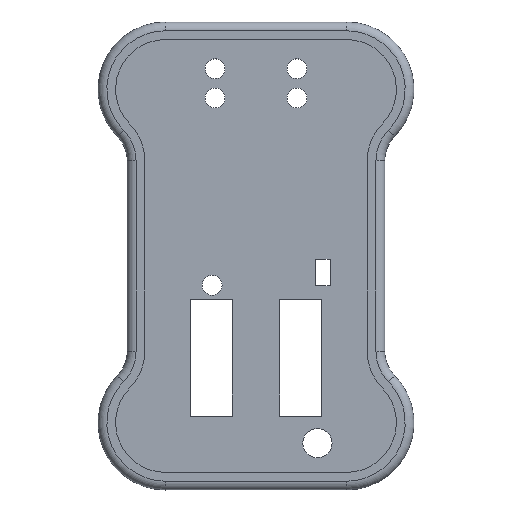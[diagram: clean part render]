
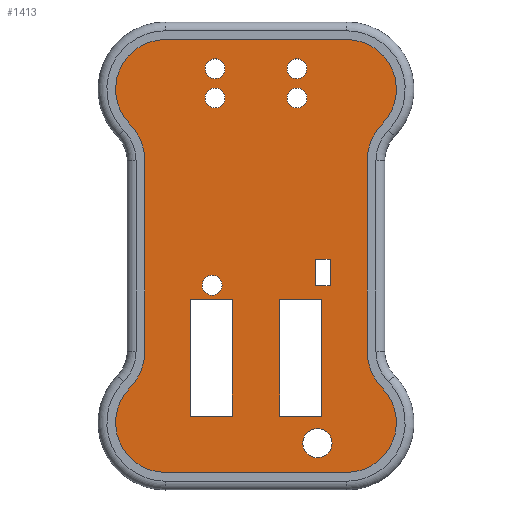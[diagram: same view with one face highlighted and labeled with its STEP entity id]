
A CAD part, top view. The second image highlights one B-rep face of the part: STEP entity #1413.
In plain terms, the highlighted planar face has unit normal (0, 0, 1).
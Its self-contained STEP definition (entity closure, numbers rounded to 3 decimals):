
#40=FACE_BOUND('',#255,.T.);
#41=FACE_BOUND('',#256,.T.);
#42=FACE_BOUND('',#257,.T.);
#43=FACE_BOUND('',#258,.T.);
#44=FACE_BOUND('',#259,.T.);
#45=FACE_BOUND('',#260,.T.);
#46=FACE_BOUND('',#261,.T.);
#47=FACE_BOUND('',#262,.T.);
#48=FACE_BOUND('',#263,.T.);
#77=PLANE('',#1576);
#160=FACE_OUTER_BOUND('',#254,.T.);
#254=EDGE_LOOP('',(#1144,#1145,#1146,#1147,#1148,#1149,#1150,#1151,#1152,
#1153,#1154,#1155));
#255=EDGE_LOOP('',(#1156,#1157,#1158,#1159));
#256=EDGE_LOOP('',(#1160,#1161,#1162,#1163));
#257=EDGE_LOOP('',(#1164,#1165,#1166,#1167));
#258=EDGE_LOOP('',(#1168));
#259=EDGE_LOOP('',(#1169));
#260=EDGE_LOOP('',(#1170));
#261=EDGE_LOOP('',(#1171));
#262=EDGE_LOOP('',(#1172));
#263=EDGE_LOOP('',(#1173));
#346=LINE('',#2325,#448);
#350=LINE('',#2337,#452);
#354=LINE('',#2349,#456);
#358=LINE('',#2361,#460);
#359=LINE('',#2367,#461);
#360=LINE('',#2369,#462);
#361=LINE('',#2371,#463);
#362=LINE('',#2372,#464);
#363=LINE('',#2375,#465);
#364=LINE('',#2377,#466);
#365=LINE('',#2379,#467);
#366=LINE('',#2380,#468);
#367=LINE('',#2383,#469);
#368=LINE('',#2385,#470);
#369=LINE('',#2387,#471);
#370=LINE('',#2388,#472);
#448=VECTOR('',#1860,10.);
#452=VECTOR('',#1874,10.);
#456=VECTOR('',#1888,10.);
#460=VECTOR('',#1902,10.);
#461=VECTOR('',#1909,10.);
#462=VECTOR('',#1910,10.);
#463=VECTOR('',#1911,10.);
#464=VECTOR('',#1912,10.);
#465=VECTOR('',#1913,10.);
#466=VECTOR('',#1914,10.);
#467=VECTOR('',#1915,10.);
#468=VECTOR('',#1916,10.);
#469=VECTOR('',#1917,10.);
#470=VECTOR('',#1918,10.);
#471=VECTOR('',#1919,10.);
#472=VECTOR('',#1920,10.);
#570=CIRCLE('',#1557,8.5);
#571=CIRCLE('',#1560,8.5);
#572=CIRCLE('',#1562,9.);
#573=CIRCLE('',#1565,9.);
#574=CIRCLE('',#1567,8.5);
#575=CIRCLE('',#1570,8.5);
#576=CIRCLE('',#1572,9.);
#577=CIRCLE('',#1575,9.);
#578=CIRCLE('',#1577,2.5);
#579=CIRCLE('',#1578,1.7);
#580=CIRCLE('',#1579,1.7);
#581=CIRCLE('',#1580,1.7);
#582=CIRCLE('',#1581,1.7);
#583=CIRCLE('',#1582,1.7);
#669=VERTEX_POINT('',#2317);
#670=VERTEX_POINT('',#2319);
#671=VERTEX_POINT('',#2323);
#672=VERTEX_POINT('',#2327);
#673=VERTEX_POINT('',#2331);
#674=VERTEX_POINT('',#2335);
#675=VERTEX_POINT('',#2339);
#676=VERTEX_POINT('',#2343);
#677=VERTEX_POINT('',#2347);
#678=VERTEX_POINT('',#2351);
#679=VERTEX_POINT('',#2355);
#680=VERTEX_POINT('',#2359);
#681=VERTEX_POINT('',#2365);
#682=VERTEX_POINT('',#2366);
#683=VERTEX_POINT('',#2368);
#684=VERTEX_POINT('',#2370);
#685=VERTEX_POINT('',#2373);
#686=VERTEX_POINT('',#2374);
#687=VERTEX_POINT('',#2376);
#688=VERTEX_POINT('',#2378);
#689=VERTEX_POINT('',#2381);
#690=VERTEX_POINT('',#2382);
#691=VERTEX_POINT('',#2384);
#692=VERTEX_POINT('',#2386);
#693=VERTEX_POINT('',#2389);
#694=VERTEX_POINT('',#2391);
#695=VERTEX_POINT('',#2393);
#696=VERTEX_POINT('',#2395);
#697=VERTEX_POINT('',#2397);
#698=VERTEX_POINT('',#2399);
#828=EDGE_CURVE('',#669,#670,#570,.T.);
#831=EDGE_CURVE('',#671,#669,#346,.T.);
#833=EDGE_CURVE('',#672,#671,#571,.T.);
#835=EDGE_CURVE('',#673,#672,#572,.T.);
#837=EDGE_CURVE('',#674,#673,#350,.T.);
#839=EDGE_CURVE('',#675,#674,#573,.T.);
#841=EDGE_CURVE('',#676,#675,#574,.T.);
#843=EDGE_CURVE('',#677,#676,#354,.T.);
#845=EDGE_CURVE('',#678,#677,#575,.T.);
#847=EDGE_CURVE('',#679,#678,#576,.T.);
#849=EDGE_CURVE('',#680,#679,#358,.T.);
#850=EDGE_CURVE('',#670,#680,#577,.T.);
#851=EDGE_CURVE('',#681,#682,#359,.T.);
#852=EDGE_CURVE('',#683,#681,#360,.T.);
#853=EDGE_CURVE('',#684,#683,#361,.T.);
#854=EDGE_CURVE('',#682,#684,#362,.T.);
#855=EDGE_CURVE('',#685,#686,#363,.T.);
#856=EDGE_CURVE('',#687,#685,#364,.T.);
#857=EDGE_CURVE('',#688,#687,#365,.T.);
#858=EDGE_CURVE('',#686,#688,#366,.T.);
#859=EDGE_CURVE('',#689,#690,#367,.T.);
#860=EDGE_CURVE('',#691,#689,#368,.T.);
#861=EDGE_CURVE('',#692,#691,#369,.T.);
#862=EDGE_CURVE('',#690,#692,#370,.T.);
#863=EDGE_CURVE('',#693,#693,#578,.T.);
#864=EDGE_CURVE('',#694,#694,#579,.T.);
#865=EDGE_CURVE('',#695,#695,#580,.T.);
#866=EDGE_CURVE('',#696,#696,#581,.T.);
#867=EDGE_CURVE('',#697,#697,#582,.T.);
#868=EDGE_CURVE('',#698,#698,#583,.T.);
#1144=ORIENTED_EDGE('',*,*,#850,.F.);
#1145=ORIENTED_EDGE('',*,*,#828,.F.);
#1146=ORIENTED_EDGE('',*,*,#831,.F.);
#1147=ORIENTED_EDGE('',*,*,#833,.F.);
#1148=ORIENTED_EDGE('',*,*,#835,.F.);
#1149=ORIENTED_EDGE('',*,*,#837,.F.);
#1150=ORIENTED_EDGE('',*,*,#839,.F.);
#1151=ORIENTED_EDGE('',*,*,#841,.F.);
#1152=ORIENTED_EDGE('',*,*,#843,.F.);
#1153=ORIENTED_EDGE('',*,*,#845,.F.);
#1154=ORIENTED_EDGE('',*,*,#847,.F.);
#1155=ORIENTED_EDGE('',*,*,#849,.F.);
#1156=ORIENTED_EDGE('',*,*,#851,.F.);
#1157=ORIENTED_EDGE('',*,*,#852,.F.);
#1158=ORIENTED_EDGE('',*,*,#853,.F.);
#1159=ORIENTED_EDGE('',*,*,#854,.F.);
#1160=ORIENTED_EDGE('',*,*,#855,.F.);
#1161=ORIENTED_EDGE('',*,*,#856,.F.);
#1162=ORIENTED_EDGE('',*,*,#857,.F.);
#1163=ORIENTED_EDGE('',*,*,#858,.F.);
#1164=ORIENTED_EDGE('',*,*,#859,.F.);
#1165=ORIENTED_EDGE('',*,*,#860,.F.);
#1166=ORIENTED_EDGE('',*,*,#861,.F.);
#1167=ORIENTED_EDGE('',*,*,#862,.F.);
#1168=ORIENTED_EDGE('',*,*,#863,.F.);
#1169=ORIENTED_EDGE('',*,*,#864,.F.);
#1170=ORIENTED_EDGE('',*,*,#865,.F.);
#1171=ORIENTED_EDGE('',*,*,#866,.F.);
#1172=ORIENTED_EDGE('',*,*,#867,.F.);
#1173=ORIENTED_EDGE('',*,*,#868,.F.);
#1413=ADVANCED_FACE('',(#160,#40,#41,#42,#43,#44,#45,#46,#47,#48),#77,.T.);
#1557=AXIS2_PLACEMENT_3D('',#2320,#1854,#1855);
#1560=AXIS2_PLACEMENT_3D('',#2329,#1864,#1865);
#1562=AXIS2_PLACEMENT_3D('',#2333,#1869,#1870);
#1565=AXIS2_PLACEMENT_3D('',#2341,#1878,#1879);
#1567=AXIS2_PLACEMENT_3D('',#2345,#1883,#1884);
#1570=AXIS2_PLACEMENT_3D('',#2353,#1892,#1893);
#1572=AXIS2_PLACEMENT_3D('',#2357,#1897,#1898);
#1575=AXIS2_PLACEMENT_3D('',#2363,#1905,#1906);
#1576=AXIS2_PLACEMENT_3D('',#2364,#1907,#1908);
#1577=AXIS2_PLACEMENT_3D('',#2390,#1921,#1922);
#1578=AXIS2_PLACEMENT_3D('',#2392,#1923,#1924);
#1579=AXIS2_PLACEMENT_3D('',#2394,#1925,#1926);
#1580=AXIS2_PLACEMENT_3D('',#2396,#1927,#1928);
#1581=AXIS2_PLACEMENT_3D('',#2398,#1929,#1930);
#1582=AXIS2_PLACEMENT_3D('',#2400,#1931,#1932);
#1854=DIRECTION('center_axis',(0.,0.,-1.));
#1855=DIRECTION('ref_axis',(0.714,-0.7,0.));
#1860=DIRECTION('',(1.,0.,0.));
#1864=DIRECTION('center_axis',(0.,0.,-1.));
#1865=DIRECTION('ref_axis',(0.,1.,0.));
#1869=DIRECTION('center_axis',(0.,0.,1.));
#1870=DIRECTION('ref_axis',(1.,0.,0.));
#1874=DIRECTION('',(0.,1.,0.));
#1878=DIRECTION('center_axis',(0.,0.,1.));
#1879=DIRECTION('ref_axis',(0.714,-0.7,0.));
#1883=DIRECTION('center_axis',(0.,0.,-1.));
#1884=DIRECTION('ref_axis',(-0.714,0.7,0.));
#1888=DIRECTION('',(-1.,0.,0.));
#1892=DIRECTION('center_axis',(0.,0.,-1.));
#1893=DIRECTION('ref_axis',(0.,-1.,0.));
#1897=DIRECTION('center_axis',(0.,0.,1.));
#1898=DIRECTION('ref_axis',(-1.,0.,0.));
#1902=DIRECTION('',(0.,-1.,0.));
#1905=DIRECTION('center_axis',(0.,0.,1.));
#1906=DIRECTION('ref_axis',(-0.714,0.7,0.));
#1907=DIRECTION('center_axis',(0.,0.,1.));
#1908=DIRECTION('ref_axis',(1.,0.,0.));
#1909=DIRECTION('',(0.,1.,0.));
#1910=DIRECTION('',(1.,0.,0.));
#1911=DIRECTION('',(0.,-1.,0.));
#1912=DIRECTION('',(-1.,0.,0.));
#1913=DIRECTION('',(0.,1.,0.));
#1914=DIRECTION('',(1.,0.,0.));
#1915=DIRECTION('',(0.,-1.,0.));
#1916=DIRECTION('',(-1.,0.,0.));
#1917=DIRECTION('',(0.,1.,0.));
#1918=DIRECTION('',(1.,0.,0.));
#1919=DIRECTION('',(0.,-1.,0.));
#1920=DIRECTION('',(-1.,0.,0.));
#1921=DIRECTION('center_axis',(0.,0.,1.));
#1922=DIRECTION('ref_axis',(1.,0.,0.));
#1923=DIRECTION('center_axis',(0.,0.,1.));
#1924=DIRECTION('ref_axis',(1.,0.,0.));
#1925=DIRECTION('center_axis',(0.,0.,1.));
#1926=DIRECTION('ref_axis',(1.,0.,0.));
#1927=DIRECTION('center_axis',(0.,0.,1.));
#1928=DIRECTION('ref_axis',(1.,0.,0.));
#1929=DIRECTION('center_axis',(0.,0.,1.));
#1930=DIRECTION('ref_axis',(1.,0.,0.));
#1931=DIRECTION('center_axis',(0.,0.,1.));
#1932=DIRECTION('ref_axis',(1.,0.,0.));
#2317=CARTESIAN_POINT('',(110.75,-20.495,7.2));
#2319=CARTESIAN_POINT('',(116.821,-34.944,7.2));
#2320=CARTESIAN_POINT('Origin',(110.75,-28.995,7.2));
#2323=CARTESIAN_POINT('',(79.75,-20.495,7.2));
#2325=CARTESIAN_POINT('',(103.,-20.495,7.2));
#2327=CARTESIAN_POINT('',(73.679,-34.944,7.2));
#2329=CARTESIAN_POINT('Origin',(79.75,-28.995,7.2));
#2331=CARTESIAN_POINT('',(76.25,-41.242,7.2));
#2333=CARTESIAN_POINT('Origin',(67.25,-41.242,7.2));
#2335=CARTESIAN_POINT('',(76.25,-73.748,7.2));
#2337=CARTESIAN_POINT('',(76.25,-49.369,7.2));
#2339=CARTESIAN_POINT('',(73.679,-80.046,7.2));
#2341=CARTESIAN_POINT('Origin',(67.25,-73.748,7.2));
#2343=CARTESIAN_POINT('',(79.75,-94.495,7.2));
#2345=CARTESIAN_POINT('Origin',(79.75,-85.995,7.2));
#2347=CARTESIAN_POINT('',(110.75,-94.495,7.2));
#2349=CARTESIAN_POINT('',(87.5,-94.495,7.2));
#2351=CARTESIAN_POINT('',(116.821,-80.046,7.2));
#2353=CARTESIAN_POINT('Origin',(110.75,-85.995,7.2));
#2355=CARTESIAN_POINT('',(114.25,-73.748,7.2));
#2357=CARTESIAN_POINT('Origin',(123.25,-73.748,7.2));
#2359=CARTESIAN_POINT('',(114.25,-41.242,7.2));
#2361=CARTESIAN_POINT('',(114.25,-65.621,7.2));
#2363=CARTESIAN_POINT('Origin',(123.25,-41.242,7.2));
#2364=CARTESIAN_POINT('Origin',(95.25,-57.495,7.2));
#2365=CARTESIAN_POINT('',(91.23,-84.882,7.2));
#2366=CARTESIAN_POINT('',(91.23,-64.882,7.2));
#2367=CARTESIAN_POINT('',(91.23,-71.189,7.2));
#2368=CARTESIAN_POINT('',(84.03,-84.882,7.2));
#2369=CARTESIAN_POINT('',(89.64,-84.882,7.2));
#2370=CARTESIAN_POINT('',(84.03,-64.882,7.2));
#2371=CARTESIAN_POINT('',(84.03,-61.189,7.2));
#2372=CARTESIAN_POINT('',(93.24,-64.882,7.2));
#2373=CARTESIAN_POINT('',(106.47,-84.882,7.2));
#2374=CARTESIAN_POINT('',(106.47,-64.882,7.2));
#2375=CARTESIAN_POINT('',(106.47,-71.189,7.2));
#2376=CARTESIAN_POINT('',(99.27,-84.882,7.2));
#2377=CARTESIAN_POINT('',(97.26,-84.882,7.2));
#2378=CARTESIAN_POINT('',(99.27,-64.882,7.2));
#2379=CARTESIAN_POINT('',(99.27,-61.189,7.2));
#2380=CARTESIAN_POINT('',(100.86,-64.882,7.2));
#2381=CARTESIAN_POINT('',(107.93,-62.575,7.2));
#2382=CARTESIAN_POINT('',(107.93,-58.075,7.2));
#2383=CARTESIAN_POINT('',(107.93,-60.035,7.2));
#2384=CARTESIAN_POINT('',(105.43,-62.575,7.2));
#2385=CARTESIAN_POINT('',(100.34,-62.575,7.2));
#2386=CARTESIAN_POINT('',(105.43,-58.075,7.2));
#2387=CARTESIAN_POINT('',(105.43,-57.785,7.2));
#2388=CARTESIAN_POINT('',(101.59,-58.075,7.2));
#2389=CARTESIAN_POINT('',(103.25,-89.495,7.2));
#2390=CARTESIAN_POINT('Origin',(105.75,-89.495,7.2));
#2391=CARTESIAN_POINT('',(100.55,-25.495,7.2));
#2392=CARTESIAN_POINT('Origin',(102.25,-25.495,7.2));
#2393=CARTESIAN_POINT('',(86.55,-25.495,7.2));
#2394=CARTESIAN_POINT('Origin',(88.25,-25.495,7.2));
#2395=CARTESIAN_POINT('',(100.55,-30.495,7.2));
#2396=CARTESIAN_POINT('Origin',(102.25,-30.495,7.2));
#2397=CARTESIAN_POINT('',(86.55,-30.495,7.2));
#2398=CARTESIAN_POINT('Origin',(88.25,-30.495,7.2));
#2399=CARTESIAN_POINT('',(86.05,-62.495,7.2));
#2400=CARTESIAN_POINT('Origin',(87.75,-62.495,7.2));
